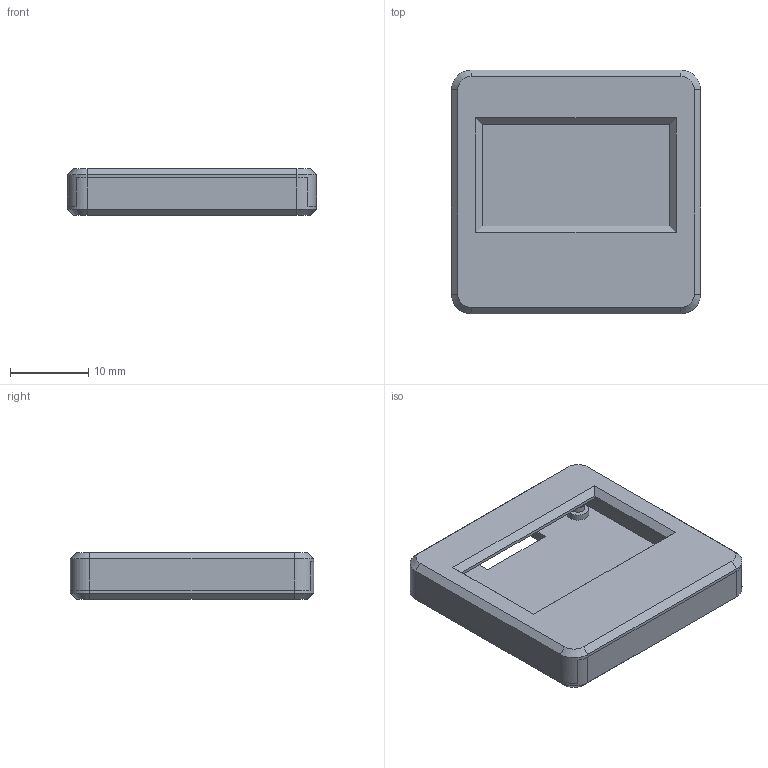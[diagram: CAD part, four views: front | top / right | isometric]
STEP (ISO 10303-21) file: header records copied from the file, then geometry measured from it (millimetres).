
FILE_DESCRIPTION(/* description */ (''),/* implementation_level */ '2;1');
FILE_NAME(/* name */ 'OLED Display Case v4.step',/* time_stamp */ '2024-10-26T12:31:24-04:00',/* author */ (''),/* organization */ (''),/* preprocessor_version */ 'ST-DEVELOPER v20',/* originating_system */ 'Autodesk Translation Framework v13.20.0.188',/* authorisation */ '');
FILE_SCHEMA (('AUTOMOTIVE_DESIGN { 1 0 10303 214 3 1 1 }'));
Length unit declared in the file: millimetre
Products named in the file (3): OLED Display Case; Base; Lid
Assembly tree (2 placements, depth 2):
  OLED Display Case
    Base
    Lid
Bounding box: 31.8 x 31.1 x 6 mm (x, y, z)
Volume: 2589 mm3; surface area: 5094.6 mm2
Topology: 2 solids, 2 shells, 96 faces, 216 edges, 136 vertices
Faces by surface type: plane 68, cylinder 16, cone 8, bspline 4
Full cylindrical faces by diameter (mm): 1.6 x4, 2.8 x4
Entity records: 2821 total; most frequent: CARTESIAN_POINT 557, DIRECTION 462, ORIENTED_EDGE 432, EDGE_CURVE 216, LINE 164, VECTOR 164, AXIS2_PLACEMENT_3D 149, VERTEX_POINT 136
